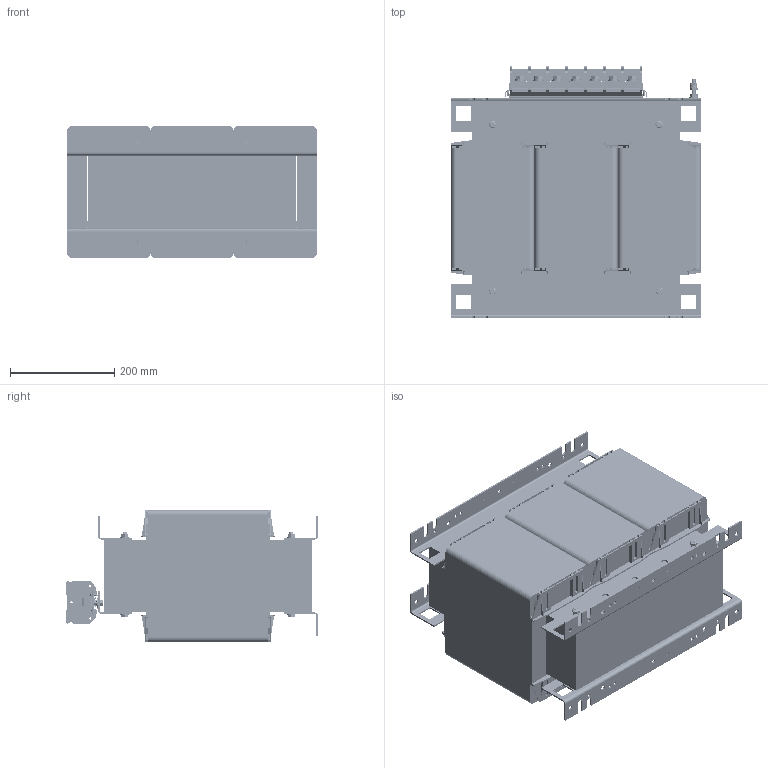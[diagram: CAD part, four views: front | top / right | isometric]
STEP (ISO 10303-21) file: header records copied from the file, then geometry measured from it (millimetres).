
FILE_DESCRIPTION(/* description */ (''),/* implementation_level */ '2;1');
FILE_NAME(/* name */ 'AUTX80.stp',/* time_stamp */ '2022-08-29T14:13:55+02:00',/* author */ ('amr'),/* organization */ (''),/* preprocessor_version */ 'ST-DEVELOPER v16.13',/* originating_system */ 'Autodesk Inventor 2018',/* authorisation */ '');
FILE_SCHEMA (('AUTOMOTIVE_DESIGN { 1 0 10303 214 3 1 1 }'));
Products named in the file (1): AUTX80
Bounding box: 480 x 483.2 x 254 mm (x, y, z)
Volume: 38410277.5 mm3; surface area: 3539386 mm2
Topology: 111 solids, 111 shells, 7196 faces, 18720 edges, 12002 vertices
Faces by surface type: plane 5526, cylinder 1153, cone 454, torus 51, bspline 8, sphere 4
Full cylindrical faces by diameter (mm): 3 x4, 3.5 x8, 3.92 x4, 4.1 x14, 4.2 x28, 4.96 x14, 5.1 x14, 6.42 x28, 6.5 x14, 6.6 x14, 6.647 x15, 7 x20, 8 x1, 8.3 x14, 8.4 x1, 9 x24, 9.85 x14, 10.5 x14, 11.7 x1, 12.25 x14, 13 x24, 16 x9, 20 x14
Entity records: 282993 total; most frequent: CARTESIAN_POINT 101065, ORIENTED_EDGE 36322, DIRECTION 35036, EDGE_CURVE 18137, LINE 15088, VECTOR 15088, VERTEX_POINT 11951, AXIS2_PLACEMENT_3D 9974
